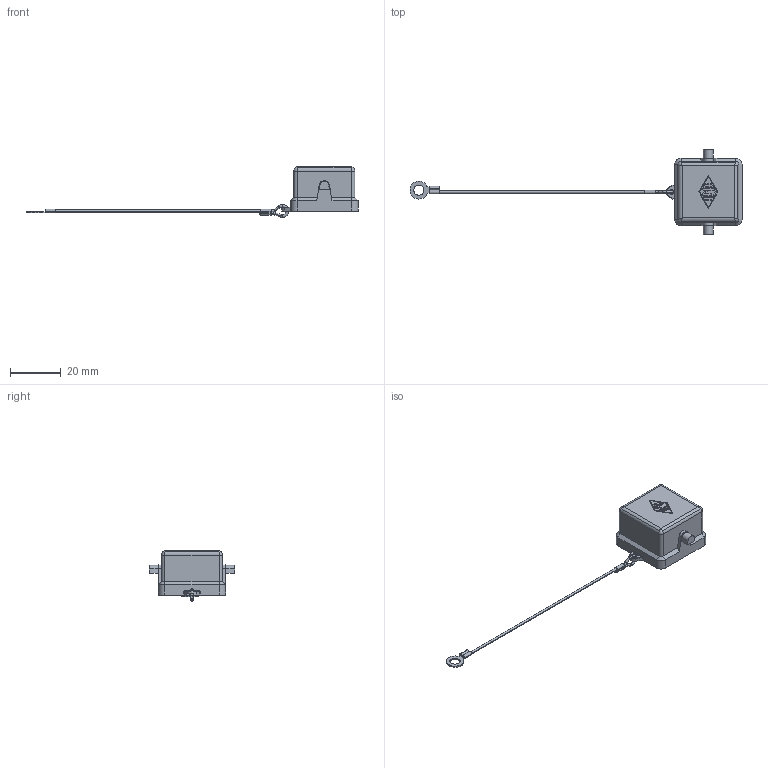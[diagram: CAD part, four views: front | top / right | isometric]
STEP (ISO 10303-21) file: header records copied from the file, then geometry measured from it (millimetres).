
FILE_DESCRIPTION((''),'2;1');
FILE_NAME('CKA 03 C.stp','2006-12-07T10:27:42',('gembarski'),(''),'Autodesk Inventor 7','Autodesk Inventor 7','');
FILE_SCHEMA(('AUTOMOTIVE_DESIGN { 1 0 10303 214 1 1 1 1 }'));
Length unit declared in the file: millimetre
Products named in the file (1): CKA Schutzdeckel Größe 21_21 Metall
Bounding box: 130.74 x 33.5 x 20 mm (x, y, z)
Volume: 3865.7 mm3; surface area: 5085.3 mm2
Topology: 1 solids, 1 shells, 221 faces, 582 edges, 367 vertices
Faces by surface type: cylinder 93, plane 90, torus 18, bspline 16, cone 4
Entity records: 7383 total; most frequent: CARTESIAN_POINT 1818, DIRECTION 1203, ORIENTED_EDGE 1144, EDGE_CURVE 572, AXIS2_PLACEMENT_3D 441, VERTEX_POINT 365, VECTOR 321, LINE 321
